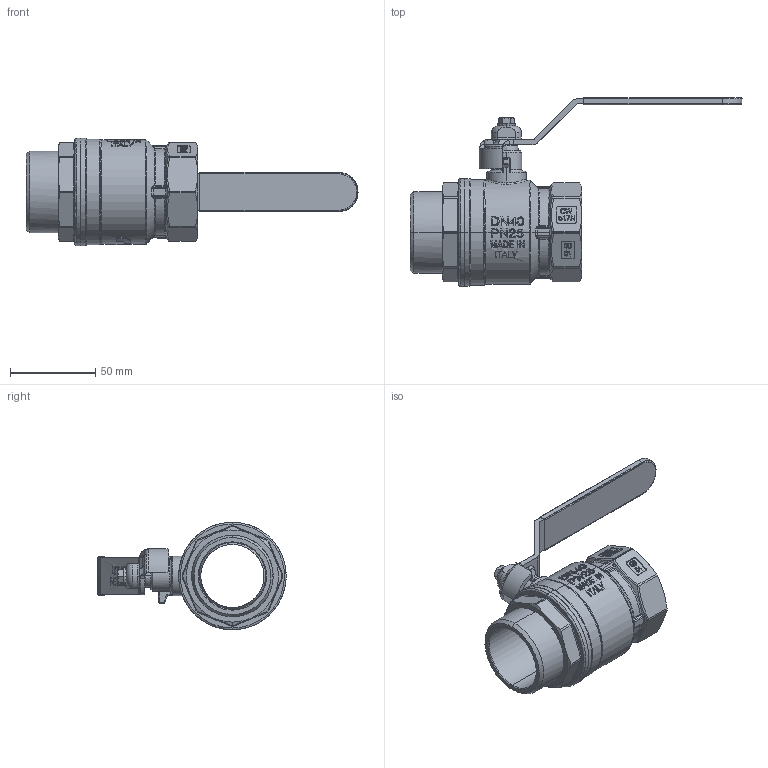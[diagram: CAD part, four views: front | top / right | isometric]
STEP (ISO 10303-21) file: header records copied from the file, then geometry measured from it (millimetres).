
FILE_DESCRIPTION (( 'STEP AP214' ), '1' );
FILE_NAME ('IT-VIENNA21708_R.STEP', '2018-09-24T08:41:26', ( '' ), ( '' ), 'SwSTEP 2.0', 'SolidWorks 2018', '' );
FILE_SCHEMA (( 'AUTOMOTIVE_DESIGN' ));
Length unit declared in the file: millimetre
Products named in the file (1): IT-VIENNA21708_R
Bounding box: 194.5 x 110.28 x 63 mm (x, y, z)
Surface area: 53580.8 mm2 (no closed solid volume)
Topology: 0 solids, 17 shells, 931 faces, 2415 edges, 1559 vertices
Faces by surface type: plane 399, cylinder 194, bspline 191, torus 72, cone 47, sphere 28
Entity records: 46664 total; most frequent: CARTESIAN_POINT 29533, ORIENTED_EDGE 4708, EDGE_CURVE 2397, B_SPLINE_CURVE_WITH_KNOTS 2336, VERTEX_POINT 1556, DIRECTION 1484, EDGE_LOOP 1022, ADVANCED_FACE 928
